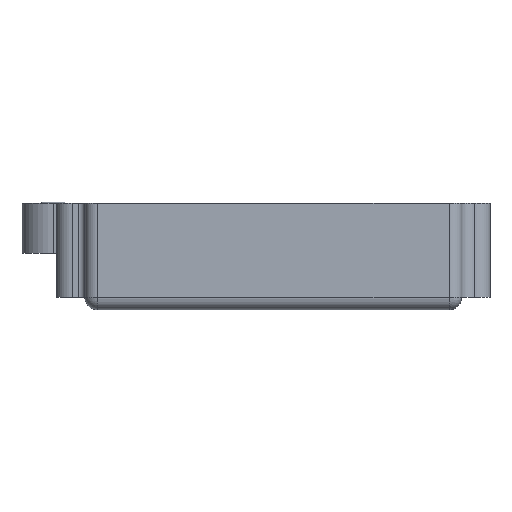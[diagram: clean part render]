
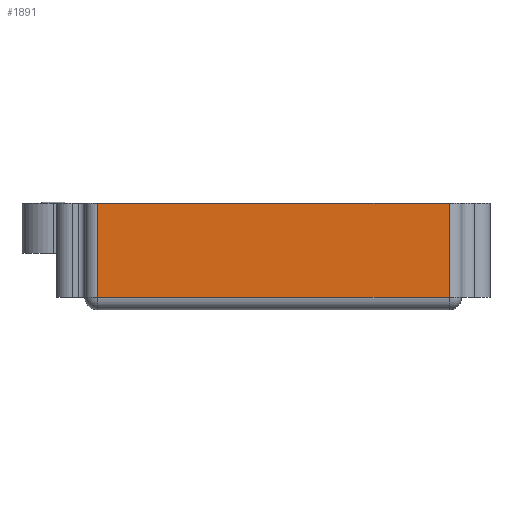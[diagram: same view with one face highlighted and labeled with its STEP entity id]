
A CAD part, front view. The second image highlights one B-rep face of the part: STEP entity #1891.
In plain terms, the highlighted planar face has unit normal (0, -1, 0).
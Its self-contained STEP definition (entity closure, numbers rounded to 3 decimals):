
#104=PLANE('',#2106);
#210=FACE_OUTER_BOUND('',#327,.T.);
#327=EDGE_LOOP('',(#1743,#1744,#1745,#1746));
#382=LINE('',#2848,#552);
#482=LINE('',#3460,#652);
#483=LINE('',#3468,#653);
#492=LINE('',#3495,#662);
#552=VECTOR('',#2293,10.);
#652=VECTOR('',#2583,10.);
#653=VECTOR('',#2594,10.);
#662=VECTOR('',#2631,10.);
#825=VERTEX_POINT('',#2845);
#826=VERTEX_POINT('',#2847);
#923=VERTEX_POINT('',#3456);
#924=VERTEX_POINT('',#3462);
#1020=EDGE_CURVE('',#825,#826,#382,.T.);
#1176=EDGE_CURVE('',#826,#923,#482,.T.);
#1180=EDGE_CURVE('',#924,#825,#483,.T.);
#1195=EDGE_CURVE('',#923,#924,#492,.T.);
#1743=ORIENTED_EDGE('',*,*,#1176,.F.);
#1744=ORIENTED_EDGE('',*,*,#1020,.F.);
#1745=ORIENTED_EDGE('',*,*,#1180,.F.);
#1746=ORIENTED_EDGE('',*,*,#1195,.F.);
#1891=ADVANCED_FACE('',(#210),#104,.T.);
#2106=AXIS2_PLACEMENT_3D('',#3514,#2661,#2662);
#2293=DIRECTION('',(1.,0.,0.));
#2583=DIRECTION('',(0.,0.,-1.));
#2594=DIRECTION('',(0.,0.,1.));
#2631=DIRECTION('',(-1.,0.,0.));
#2661=DIRECTION('center_axis',(0.,-1.,0.));
#2662=DIRECTION('ref_axis',(1.,0.,0.));
#2845=CARTESIAN_POINT('',(2.,-50.,15.));
#2847=CARTESIAN_POINT('',(58.,-50.,15.));
#2848=CARTESIAN_POINT('',(0.,-50.,15.));
#3456=CARTESIAN_POINT('',(58.,-50.,0.));
#3460=CARTESIAN_POINT('',(58.,-50.,0.));
#3462=CARTESIAN_POINT('',(2.,-50.,0.));
#3468=CARTESIAN_POINT('',(2.,-50.,0.));
#3495=CARTESIAN_POINT('',(15.,-50.,0.));
#3514=CARTESIAN_POINT('Origin',(0.,-50.,0.));
